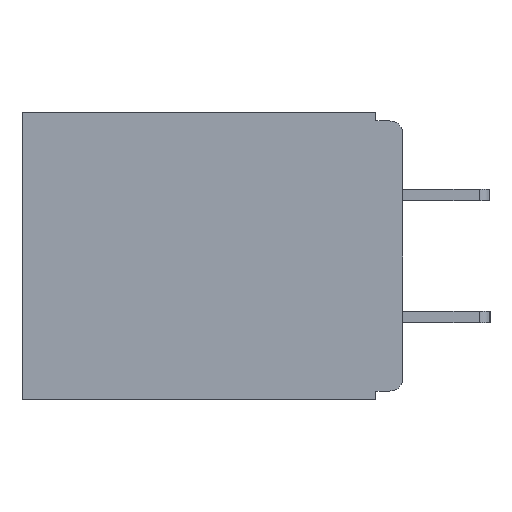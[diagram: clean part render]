
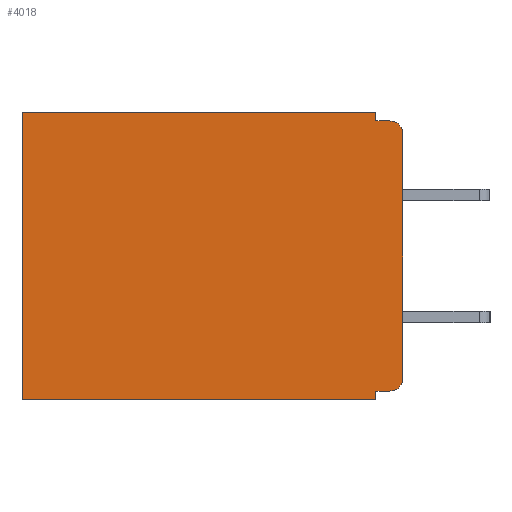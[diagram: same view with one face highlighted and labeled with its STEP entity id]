
A CAD part, left-side view. The second image highlights one B-rep face of the part: STEP entity #4018.
In plain terms, the highlighted planar face has unit normal (-1, 0, 0).
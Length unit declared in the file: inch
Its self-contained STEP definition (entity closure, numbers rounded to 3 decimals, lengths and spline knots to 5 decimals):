
#593 = EDGE_CURVE ( 'NONE', #3427, #3295, #14287, .T. ) ;
#638 = ORIENTED_EDGE ( 'NONE', *, *, #10253, .F. ) ;
#890 = PLANE ( 'NONE',  #10759 ) ;
#925 = CARTESIAN_POINT ( 'NONE',  ( 0.3, 0.015, -0.01 ) ) ;
#1174 = CARTESIAN_POINT ( 'NONE',  ( 0.3, 0., -0.01 ) ) ;
#1187 = CIRCLE ( 'NONE', #7739, 0.015 ) ;
#1212 = EDGE_LOOP ( 'NONE', ( #638, #3631, #4148, #9733, #5859, #15578, #15206, #5847, #14672, #4895 ) ) ;
#1312 = CARTESIAN_POINT ( 'NONE',  ( 0.3, 0., -0.33 ) ) ;
#1450 = LINE ( 'NONE', #1174, #4093 ) ;
#2311 = VERTEX_POINT ( 'NONE', #15855 ) ;
#2519 = DIRECTION ( 'NONE',  ( 0., -1., 0. ) ) ;
#2636 = CARTESIAN_POINT ( 'NONE',  ( 0.3, 0.437, -0.33 ) ) ;
#2648 = CARTESIAN_POINT ( 'NONE',  ( 0.3, 0.031, -0.01 ) ) ;
#3085 = CARTESIAN_POINT ( 'NONE',  ( 0.3, 0., -0.305 ) ) ;
#3240 = LINE ( 'NONE', #8404, #15885 ) ;
#3295 = VERTEX_POINT ( 'NONE', #15607 ) ;
#3427 = VERTEX_POINT ( 'NONE', #4183 ) ;
#3631 = ORIENTED_EDGE ( 'NONE', *, *, #14600, .T. ) ;
#3998 = CARTESIAN_POINT ( 'NONE',  ( 0.3, 0.031, 0. ) ) ;
#4018 = ADVANCED_FACE ( 'NONE', ( #13580 ), #890, .F. ) ;
#4093 = VECTOR ( 'NONE', #2519, 39.37008 ) ;
#4148 = ORIENTED_EDGE ( 'NONE', *, *, #9018, .F. ) ;
#4183 = CARTESIAN_POINT ( 'NONE',  ( 0.3, 0.015, -0.32 ) ) ;
#4264 = LINE ( 'NONE', #11511, #7155 ) ;
#4895 = ORIENTED_EDGE ( 'NONE', *, *, #7529, .T. ) ;
#5641 = VERTEX_POINT ( 'NONE', #15160 ) ;
#5790 = AXIS2_PLACEMENT_3D ( 'NONE', #11023, #16077, #16065 ) ;
#5847 = ORIENTED_EDGE ( 'NONE', *, *, #11871, .F. ) ;
#5849 = CARTESIAN_POINT ( 'NONE',  ( 0.3, 0.031, 0. ) ) ;
#5859 = ORIENTED_EDGE ( 'NONE', *, *, #14484, .T. ) ;
#5863 = EDGE_CURVE ( 'NONE', #2311, #6947, #15126, .T. ) ;
#6238 = DIRECTION ( 'NONE',  ( -1., 0., 0. ) ) ;
#6947 = VERTEX_POINT ( 'NONE', #14100 ) ;
#7155 = VECTOR ( 'NONE', #10238, 39.37008 ) ;
#7423 = VECTOR ( 'NONE', #15006, 39.37008 ) ;
#7470 = CARTESIAN_POINT ( 'NONE',  ( 0.3, 0., -0.32 ) ) ;
#7529 = EDGE_CURVE ( 'NONE', #3427, #15489, #13355, .T. ) ;
#7682 = DIRECTION ( 'NONE',  ( 0., 1., 0. ) ) ;
#7739 = AXIS2_PLACEMENT_3D ( 'NONE', #13564, #6238, #14782 ) ;
#7768 = VECTOR ( 'NONE', #7682, 39.37008 ) ;
#7807 = LINE ( 'NONE', #8934, #7423 ) ;
#7861 = DIRECTION ( 'NONE',  ( 1., 0., 0. ) ) ;
#8283 = CARTESIAN_POINT ( 'NONE',  ( 0.3, 0., -0.025 ) ) ;
#8404 = CARTESIAN_POINT ( 'NONE',  ( 0.3, 0., 0. ) ) ;
#8934 = CARTESIAN_POINT ( 'NONE',  ( 0.3, 0.031, -0.33 ) ) ;
#9018 = EDGE_CURVE ( 'NONE', #15774, #15091, #1450, .T. ) ;
#9088 = VECTOR ( 'NONE', #10085, 39.37008 ) ;
#9474 = VERTEX_POINT ( 'NONE', #5849 ) ;
#9733 = ORIENTED_EDGE ( 'NONE', *, *, #10296, .F. ) ;
#10085 = DIRECTION ( 'NONE',  ( 0., 0., -1. ) ) ;
#10238 = DIRECTION ( 'NONE',  ( 0., 1., 0. ) ) ;
#10253 = EDGE_CURVE ( 'NONE', #14996, #15489, #13105, .T. ) ;
#10296 = EDGE_CURVE ( 'NONE', #9474, #15774, #14452, .T. ) ;
#10363 = EDGE_CURVE ( 'NONE', #5641, #6947, #4264, .T. ) ;
#10759 = AXIS2_PLACEMENT_3D ( 'NONE', #15690, #7861, #15702 ) ;
#11023 = CARTESIAN_POINT ( 'NONE',  ( 0.3, 0.015, -0.305 ) ) ;
#11242 = VECTOR ( 'NONE', #13824, 39.37008 ) ;
#11271 = DIRECTION ( 'NONE',  ( 0., 0., -1. ) ) ;
#11511 = CARTESIAN_POINT ( 'NONE',  ( 0.3, 0., -0.33 ) ) ;
#11871 = EDGE_CURVE ( 'NONE', #3295, #5641, #7807, .T. ) ;
#11924 = VECTOR ( 'NONE', #11271, 39.37008 ) ;
#13105 = LINE ( 'NONE', #1312, #9088 ) ;
#13355 = CIRCLE ( 'NONE', #5790, 0.015 ) ;
#13564 = CARTESIAN_POINT ( 'NONE',  ( 0.3, 0.015, -0.025 ) ) ;
#13580 = FACE_OUTER_BOUND ( 'NONE', #1212, .T. ) ;
#13824 = DIRECTION ( 'NONE',  ( 0., 0., -1. ) ) ;
#14100 = CARTESIAN_POINT ( 'NONE',  ( 0.3, 0.437, -0.33 ) ) ;
#14287 = LINE ( 'NONE', #7470, #7768 ) ;
#14452 = LINE ( 'NONE', #3998, #11242 ) ;
#14484 = EDGE_CURVE ( 'NONE', #9474, #2311, #3240, .T. ) ;
#14600 = EDGE_CURVE ( 'NONE', #14996, #15091, #1187, .T. ) ;
#14672 = ORIENTED_EDGE ( 'NONE', *, *, #593, .F. ) ;
#14782 = DIRECTION ( 'NONE',  ( 0., 0., -1. ) ) ;
#14996 = VERTEX_POINT ( 'NONE', #8283 ) ;
#15006 = DIRECTION ( 'NONE',  ( 0., 0., -1. ) ) ;
#15091 = VERTEX_POINT ( 'NONE', #925 ) ;
#15126 = LINE ( 'NONE', #2636, #11924 ) ;
#15160 = CARTESIAN_POINT ( 'NONE',  ( 0.3, 0.031, -0.33 ) ) ;
#15206 = ORIENTED_EDGE ( 'NONE', *, *, #10363, .F. ) ;
#15489 = VERTEX_POINT ( 'NONE', #3085 ) ;
#15578 = ORIENTED_EDGE ( 'NONE', *, *, #5863, .T. ) ;
#15607 = CARTESIAN_POINT ( 'NONE',  ( 0.3, 0.031, -0.32 ) ) ;
#15674 = DIRECTION ( 'NONE',  ( 0., 1., 0. ) ) ;
#15690 = CARTESIAN_POINT ( 'NONE',  ( 0.3, 0., -0.33 ) ) ;
#15702 = DIRECTION ( 'NONE',  ( 0., 0., -1. ) ) ;
#15774 = VERTEX_POINT ( 'NONE', #2648 ) ;
#15855 = CARTESIAN_POINT ( 'NONE',  ( 0.3, 0.437, 0. ) ) ;
#15885 = VECTOR ( 'NONE', #15674, 39.37008 ) ;
#16065 = DIRECTION ( 'NONE',  ( 0., 0., -1. ) ) ;
#16077 = DIRECTION ( 'NONE',  ( -1., 0., 0. ) ) ;
